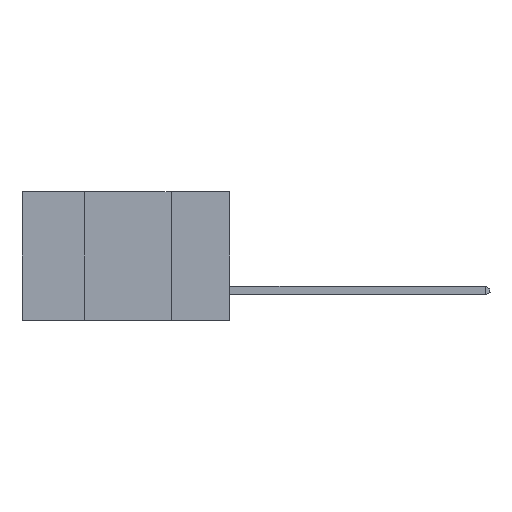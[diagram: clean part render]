
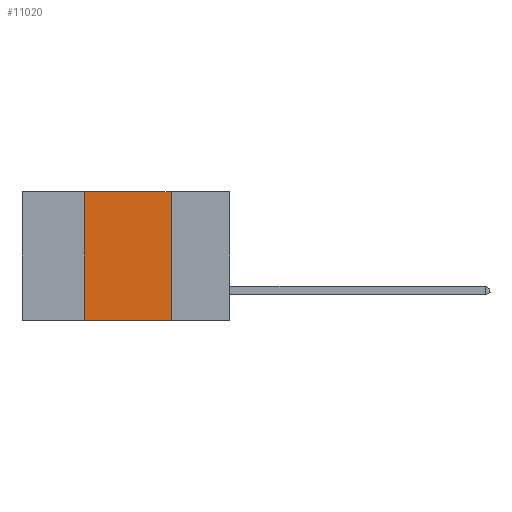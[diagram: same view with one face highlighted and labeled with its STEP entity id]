
A CAD part, left-side view. The second image highlights one B-rep face of the part: STEP entity #11020.
In plain terms, the highlighted planar face has unit normal (-1, 0, 0).
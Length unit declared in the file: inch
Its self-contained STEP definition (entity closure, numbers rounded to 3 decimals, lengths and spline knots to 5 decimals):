
#343 = DIRECTION ( 'NONE',  ( 0., 0., -1. ) ) ;
#420 = CARTESIAN_POINT ( 'NONE',  ( 0., 0.17, 0. ) ) ;
#798 = EDGE_CURVE ( 'NONE', #9534, #10792, #2090, .T. ) ;
#1015 = ORIENTED_EDGE ( 'NONE', *, *, #11430, .F. ) ;
#1150 = FACE_OUTER_BOUND ( 'NONE', #6794, .T. ) ;
#1350 = DIRECTION ( 'NONE',  ( 0., -1., 0. ) ) ;
#1718 = CARTESIAN_POINT ( 'NONE',  ( 0., 0.6, 0. ) ) ;
#1879 = ORIENTED_EDGE ( 'NONE', *, *, #4018, .T. ) ;
#1930 = VECTOR ( 'NONE', #11074, 39.37008 ) ;
#2090 = LINE ( 'NONE', #8432, #1930 ) ;
#2212 = EDGE_CURVE ( 'NONE', #6941, #9534, #3192, .T. ) ;
#2283 = CARTESIAN_POINT ( 'NONE',  ( 0., 0.6, -0.37 ) ) ;
#2378 = AXIS2_PLACEMENT_3D ( 'NONE', #1718, #9723, #8902 ) ;
#3192 = LINE ( 'NONE', #5680, #10003 ) ;
#3451 = CARTESIAN_POINT ( 'NONE',  ( 0., 0.42, 0. ) ) ;
#4018 = EDGE_CURVE ( 'NONE', #6941, #11451, #7749, .T. ) ;
#5264 = PLANE ( 'NONE',  #2378 ) ;
#5680 = CARTESIAN_POINT ( 'NONE',  ( 0., 0.42, 0. ) ) ;
#6417 = CARTESIAN_POINT ( 'NONE',  ( 0., 0.42, -0.37 ) ) ;
#6794 = EDGE_LOOP ( 'NONE', ( #1015, #8186, #8563, #1879 ) ) ;
#6941 = VERTEX_POINT ( 'NONE', #6417 ) ;
#7749 = LINE ( 'NONE', #2283, #8438 ) ;
#8186 = ORIENTED_EDGE ( 'NONE', *, *, #798, .F. ) ;
#8432 = CARTESIAN_POINT ( 'NONE',  ( 0., 0.6, 0. ) ) ;
#8438 = VECTOR ( 'NONE', #1350, 39.37008 ) ;
#8563 = ORIENTED_EDGE ( 'NONE', *, *, #2212, .F. ) ;
#8644 = LINE ( 'NONE', #9160, #9487 ) ;
#8902 = DIRECTION ( 'NONE',  ( 0., 0., -1. ) ) ;
#9130 = CARTESIAN_POINT ( 'NONE',  ( 0., 0.17, -0.37 ) ) ;
#9160 = CARTESIAN_POINT ( 'NONE',  ( 0., 0.17, 0. ) ) ;
#9254 = DIRECTION ( 'NONE',  ( 0., 0., 1. ) ) ;
#9487 = VECTOR ( 'NONE', #343, 39.37008 ) ;
#9534 = VERTEX_POINT ( 'NONE', #3451 ) ;
#9723 = DIRECTION ( 'NONE',  ( 1., 0., 0. ) ) ;
#10003 = VECTOR ( 'NONE', #9254, 39.37008 ) ;
#10792 = VERTEX_POINT ( 'NONE', #420 ) ;
#11020 = ADVANCED_FACE ( 'NONE', ( #1150 ), #5264, .F. ) ;
#11074 = DIRECTION ( 'NONE',  ( 0., -1., 0. ) ) ;
#11430 = EDGE_CURVE ( 'NONE', #10792, #11451, #8644, .T. ) ;
#11451 = VERTEX_POINT ( 'NONE', #9130 ) ;
